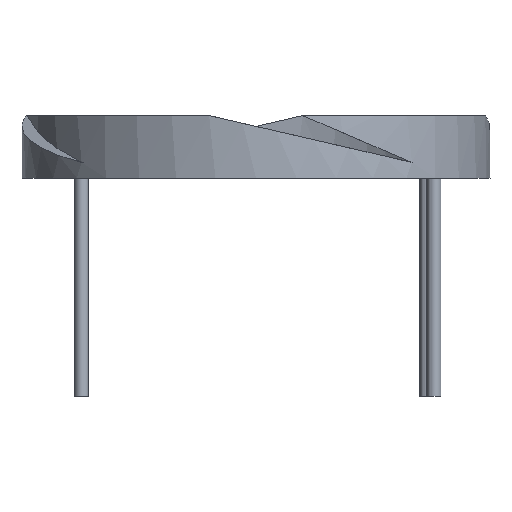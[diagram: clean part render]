
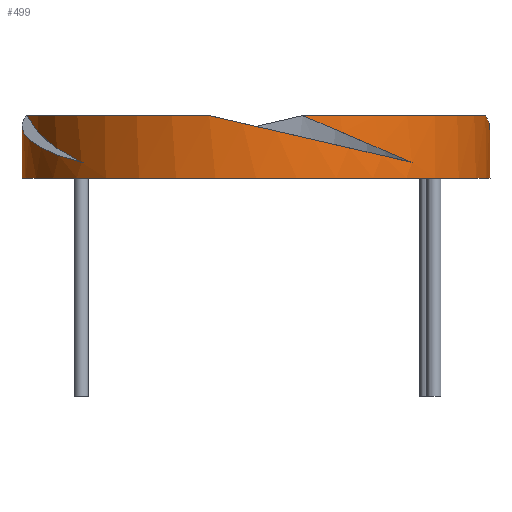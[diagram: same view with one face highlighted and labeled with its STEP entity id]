
A CAD part, front view. The second image highlights one B-rep face of the part: STEP entity #499.
In plain terms, the highlighted cylindrical face has radius 75 mm (diameter 150 mm), a full revolution.
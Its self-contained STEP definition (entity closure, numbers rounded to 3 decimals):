
#25=CYLINDRICAL_SURFACE('',#583,75.);
#30=CIRCLE('',#555,75.);
#36=CIRCLE('',#572,75.);
#37=CIRCLE('',#578,75.);
#38=CIRCLE('',#584,75.);
#39=CIRCLE('',#585,75.);
#67=FACE_OUTER_BOUND('',#101,.T.);
#101=EDGE_LOOP('',(#406,#407,#408,#409,#410,#411,#412,#413,#414,#415,#416,
#417,#418,#419,#420,#421));
#140=LINE('',#904,#168);
#168=VECTOR('',#739,75.);
#175=ELLIPSE('',#536,81.598,75.);
#179=ELLIPSE('',#543,76.971,75.);
#183=ELLIPSE('',#552,81.598,75.);
#187=ELLIPSE('',#560,76.971,75.);
#188=ELLIPSE('',#561,76.971,75.);
#193=ELLIPSE('',#574,81.598,75.);
#194=ELLIPSE('',#576,76.971,75.);
#195=ELLIPSE('',#580,81.598,75.);
#196=ELLIPSE('',#582,76.971,75.);
#202=VERTEX_POINT('',#802);
#203=VERTEX_POINT('',#804);
#210=VERTEX_POINT('',#824);
#213=VERTEX_POINT('',#840);
#214=VERTEX_POINT('',#842);
#216=VERTEX_POINT('',#848);
#219=VERTEX_POINT('',#857);
#227=VERTEX_POINT('',#878);
#228=VERTEX_POINT('',#882);
#229=VERTEX_POINT('',#884);
#230=VERTEX_POINT('',#888);
#231=VERTEX_POINT('',#894);
#232=VERTEX_POINT('',#896);
#233=VERTEX_POINT('',#903);
#247=EDGE_CURVE('',#203,#202,#175,.T.);
#258=EDGE_CURVE('',#202,#210,#179,.T.);
#266=EDGE_CURVE('',#214,#213,#183,.T.);
#269=EDGE_CURVE('',#203,#216,#30,.T.);
#274=EDGE_CURVE('',#219,#216,#187,.T.);
#275=EDGE_CURVE('',#213,#219,#188,.T.);
#285=EDGE_CURVE('',#214,#227,#36,.T.);
#288=EDGE_CURVE('',#229,#228,#193,.T.);
#291=EDGE_CURVE('',#228,#230,#194,.T.);
#292=EDGE_CURVE('',#229,#210,#37,.T.);
#294=EDGE_CURVE('',#232,#231,#195,.T.);
#296=EDGE_CURVE('',#231,#227,#196,.T.);
#297=EDGE_CURVE('',#232,#230,#38,.T.);
#298=EDGE_CURVE('',#219,#233,#140,.T.);
#299=EDGE_CURVE('',#233,#233,#39,.T.);
#406=ORIENTED_EDGE('',*,*,#258,.T.);
#407=ORIENTED_EDGE('',*,*,#292,.F.);
#408=ORIENTED_EDGE('',*,*,#288,.T.);
#409=ORIENTED_EDGE('',*,*,#291,.T.);
#410=ORIENTED_EDGE('',*,*,#297,.F.);
#411=ORIENTED_EDGE('',*,*,#294,.T.);
#412=ORIENTED_EDGE('',*,*,#296,.T.);
#413=ORIENTED_EDGE('',*,*,#285,.F.);
#414=ORIENTED_EDGE('',*,*,#266,.T.);
#415=ORIENTED_EDGE('',*,*,#275,.T.);
#416=ORIENTED_EDGE('',*,*,#298,.T.);
#417=ORIENTED_EDGE('',*,*,#299,.T.);
#418=ORIENTED_EDGE('',*,*,#298,.F.);
#419=ORIENTED_EDGE('',*,*,#274,.T.);
#420=ORIENTED_EDGE('',*,*,#269,.F.);
#421=ORIENTED_EDGE('',*,*,#247,.T.);
#499=ADVANCED_FACE('',(#67),#25,.T.);
#536=AXIS2_PLACEMENT_3D('',#805,#621,#622);
#543=AXIS2_PLACEMENT_3D('',#826,#642,#643);
#552=AXIS2_PLACEMENT_3D('',#843,#664,#665);
#555=AXIS2_PLACEMENT_3D('',#849,#671,#672);
#560=AXIS2_PLACEMENT_3D('',#858,#682,#683);
#561=AXIS2_PLACEMENT_3D('',#859,#684,#685);
#572=AXIS2_PLACEMENT_3D('',#879,#707,#708);
#574=AXIS2_PLACEMENT_3D('',#885,#713,#714);
#576=AXIS2_PLACEMENT_3D('',#890,#719,#720);
#578=AXIS2_PLACEMENT_3D('',#892,#723,#724);
#580=AXIS2_PLACEMENT_3D('',#897,#728,#729);
#582=AXIS2_PLACEMENT_3D('',#900,#733,#734);
#583=AXIS2_PLACEMENT_3D('',#901,#735,#736);
#584=AXIS2_PLACEMENT_3D('',#902,#737,#738);
#585=AXIS2_PLACEMENT_3D('',#905,#740,#741);
#621=DIRECTION('center_axis',(-0.394,0.,0.919));
#622=DIRECTION('ref_axis',(0.919,0.,0.394));
#642=DIRECTION('center_axis',(0.225,0.,-0.974));
#643=DIRECTION('ref_axis',(0.974,0.,0.225));
#664=DIRECTION('center_axis',(0.,-0.394,0.919));
#665=DIRECTION('ref_axis',(0.,0.919,0.394));
#671=DIRECTION('center_axis',(0.,0.,1.));
#672=DIRECTION('ref_axis',(1.,0.,0.));
#682=DIRECTION('center_axis',(0.,0.225,-0.974));
#683=DIRECTION('ref_axis',(0.,0.974,0.225));
#684=DIRECTION('center_axis',(0.,0.225,-0.974));
#685=DIRECTION('ref_axis',(0.,0.974,0.225));
#707=DIRECTION('center_axis',(0.,0.,1.));
#708=DIRECTION('ref_axis',(1.,0.,0.));
#713=DIRECTION('center_axis',(0.,0.394,0.919));
#714=DIRECTION('ref_axis',(0.,0.919,-0.394));
#719=DIRECTION('center_axis',(0.,-0.225,-0.974));
#720=DIRECTION('ref_axis',(0.,0.974,-0.225));
#723=DIRECTION('center_axis',(0.,0.,1.));
#724=DIRECTION('ref_axis',(1.,0.,0.));
#728=DIRECTION('center_axis',(0.394,0.,0.919));
#729=DIRECTION('ref_axis',(0.919,0.,-0.394));
#733=DIRECTION('center_axis',(-0.225,0.,-0.974));
#734=DIRECTION('ref_axis',(0.974,0.,-0.225));
#735=DIRECTION('center_axis',(0.,0.,1.));
#736=DIRECTION('ref_axis',(1.,0.,0.));
#737=DIRECTION('center_axis',(0.,0.,1.));
#738=DIRECTION('ref_axis',(1.,0.,0.));
#739=DIRECTION('',(0.,0.,-1.));
#740=DIRECTION('center_axis',(0.,0.,1.));
#741=DIRECTION('ref_axis',(1.,0.,0.));
#802=CARTESIAN_POINT('',(-210.,55.902,178.999));
#804=CARTESIAN_POINT('',(-175.,73.485,194.));
#805=CARTESIAN_POINT('Origin',(-160.,0.,200.429));
#824=CARTESIAN_POINT('',(-145.,73.485,194.));
#826=CARTESIAN_POINT('Origin',(-160.,0.,190.538));
#840=CARTESIAN_POINT('',(-215.902,-50.,178.999));
#842=CARTESIAN_POINT('',(-233.485,-15.,194.));
#843=CARTESIAN_POINT('Origin',(-160.,0.,200.429));
#848=CARTESIAN_POINT('',(-233.485,15.,194.));
#849=CARTESIAN_POINT('Origin',(-160.,0.,194.));
#857=CARTESIAN_POINT('',(-235.,0.,190.538));
#858=CARTESIAN_POINT('Origin',(-160.,0.,190.538));
#859=CARTESIAN_POINT('Origin',(-160.,0.,190.538));
#878=CARTESIAN_POINT('',(-175.,-73.485,194.));
#879=CARTESIAN_POINT('Origin',(-160.,0.,194.));
#882=CARTESIAN_POINT('',(-104.098,50.,178.999));
#884=CARTESIAN_POINT('',(-86.515,15.,194.));
#885=CARTESIAN_POINT('Origin',(-160.,0.,200.429));
#888=CARTESIAN_POINT('',(-86.515,-15.,194.));
#890=CARTESIAN_POINT('Origin',(-160.,0.,190.538));
#892=CARTESIAN_POINT('Origin',(-160.,0.,194.));
#894=CARTESIAN_POINT('',(-110.,-55.902,179.));
#896=CARTESIAN_POINT('',(-145.,-73.485,194.));
#897=CARTESIAN_POINT('Origin',(-160.,0.,200.429));
#900=CARTESIAN_POINT('Origin',(-160.,0.,190.538));
#901=CARTESIAN_POINT('Origin',(-160.,0.,174.));
#902=CARTESIAN_POINT('Origin',(-160.,0.,194.));
#903=CARTESIAN_POINT('',(-235.,0.,174.));
#904=CARTESIAN_POINT('',(-235.,0.,174.));
#905=CARTESIAN_POINT('Origin',(-160.,0.,174.));
